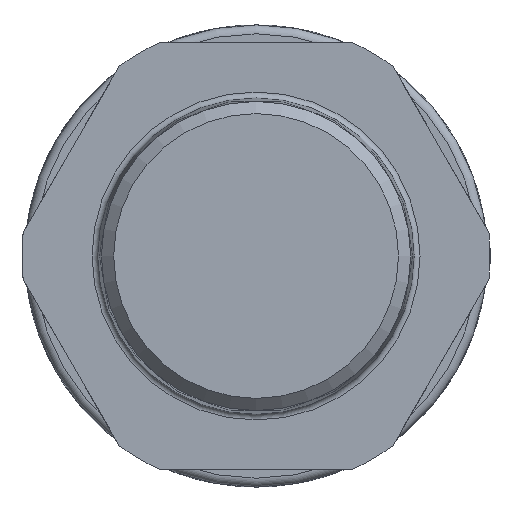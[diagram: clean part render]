
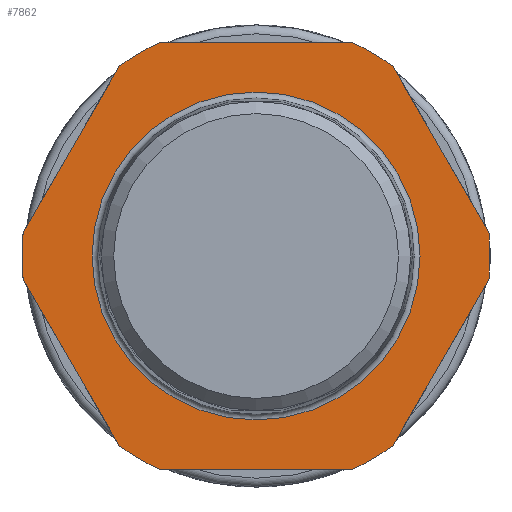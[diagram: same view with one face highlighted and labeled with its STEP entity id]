
A CAD part, left-side view. The second image highlights one B-rep face of the part: STEP entity #7862.
In plain terms, the highlighted planar face has unit normal (-1, 0, 0).
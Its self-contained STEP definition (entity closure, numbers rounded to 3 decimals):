
#21=FACE_BOUND('',#1727,.T.);
#749=CIRCLE('',#8829,19.75);
#751=CIRCLE('',#8832,19.75);
#752=CIRCLE('',#8834,19.75);
#755=CIRCLE('',#8838,19.75);
#756=CIRCLE('',#8840,19.75);
#760=CIRCLE('',#8846,19.75);
#761=CIRCLE('',#8847,13.835);
#762=CIRCLE('',#8848,13.835);
#1309=FACE_OUTER_BOUND('',#1726,.T.);
#1726=EDGE_LOOP('',(#6920,#6921,#6922,#6923,#6924,#6925,#6926,#6927,#6928,
#6929,#6930,#6931));
#1727=EDGE_LOOP('',(#6932,#6933));
#2079=LINE('',#16787,#2348);
#2082=LINE('',#16817,#2351);
#2085=LINE('',#16847,#2354);
#2088=LINE('',#16877,#2357);
#2091=LINE('',#16897,#2360);
#2094=LINE('',#16940,#2363);
#2348=VECTOR('',#10964,10.);
#2351=VECTOR('',#10969,10.);
#2354=VECTOR('',#10974,10.);
#2357=VECTOR('',#10979,10.);
#2360=VECTOR('',#10984,10.);
#2363=VECTOR('',#10989,10.);
#3389=VERTEX_POINT('',#16784);
#3390=VERTEX_POINT('',#16786);
#3393=VERTEX_POINT('',#16814);
#3394=VERTEX_POINT('',#16816);
#3397=VERTEX_POINT('',#16844);
#3398=VERTEX_POINT('',#16846);
#3401=VERTEX_POINT('',#16874);
#3402=VERTEX_POINT('',#16876);
#3405=VERTEX_POINT('',#16894);
#3406=VERTEX_POINT('',#16896);
#3410=VERTEX_POINT('',#16937);
#3411=VERTEX_POINT('',#16939);
#3412=VERTEX_POINT('',#16962);
#3413=VERTEX_POINT('',#16963);
#4554=EDGE_CURVE('',#3390,#3389,#2079,.T.);
#4558=EDGE_CURVE('',#3394,#3393,#2082,.T.);
#4562=EDGE_CURVE('',#3398,#3397,#2085,.T.);
#4566=EDGE_CURVE('',#3402,#3401,#2088,.T.);
#4570=EDGE_CURVE('',#3406,#3405,#2091,.T.);
#4575=EDGE_CURVE('',#3411,#3410,#2094,.T.);
#4578=EDGE_CURVE('',#3411,#3401,#749,.T.);
#4580=EDGE_CURVE('',#3402,#3397,#751,.T.);
#4581=EDGE_CURVE('',#3394,#3405,#752,.T.);
#4584=EDGE_CURVE('',#3398,#3393,#755,.T.);
#4585=EDGE_CURVE('',#3390,#3410,#756,.T.);
#4589=EDGE_CURVE('',#3406,#3389,#760,.T.);
#4590=EDGE_CURVE('',#3412,#3413,#761,.T.);
#4591=EDGE_CURVE('',#3413,#3412,#762,.T.);
#6920=ORIENTED_EDGE('',*,*,#4554,.T.);
#6921=ORIENTED_EDGE('',*,*,#4589,.F.);
#6922=ORIENTED_EDGE('',*,*,#4570,.T.);
#6923=ORIENTED_EDGE('',*,*,#4581,.F.);
#6924=ORIENTED_EDGE('',*,*,#4558,.T.);
#6925=ORIENTED_EDGE('',*,*,#4584,.F.);
#6926=ORIENTED_EDGE('',*,*,#4562,.T.);
#6927=ORIENTED_EDGE('',*,*,#4580,.F.);
#6928=ORIENTED_EDGE('',*,*,#4566,.T.);
#6929=ORIENTED_EDGE('',*,*,#4578,.F.);
#6930=ORIENTED_EDGE('',*,*,#4575,.T.);
#6931=ORIENTED_EDGE('',*,*,#4585,.F.);
#6932=ORIENTED_EDGE('',*,*,#4590,.T.);
#6933=ORIENTED_EDGE('',*,*,#4591,.T.);
#7061=PLANE('',#8845);
#7862=ADVANCED_FACE('',(#1309,#21),#7061,.T.);
#8829=AXIS2_PLACEMENT_3D('',#16944,#10995,#10996);
#8832=AXIS2_PLACEMENT_3D('',#16947,#11001,#11002);
#8834=AXIS2_PLACEMENT_3D('',#16949,#11005,#11006);
#8838=AXIS2_PLACEMENT_3D('',#16953,#11013,#11014);
#8840=AXIS2_PLACEMENT_3D('',#16955,#11017,#11018);
#8845=AXIS2_PLACEMENT_3D('',#16960,#11027,#11028);
#8846=AXIS2_PLACEMENT_3D('',#16961,#11029,#11030);
#8847=AXIS2_PLACEMENT_3D('',#16964,#11031,#11032);
#8848=AXIS2_PLACEMENT_3D('',#16965,#11033,#11034);
#10964=DIRECTION('',(0.,-0.5,-0.866));
#10969=DIRECTION('',(0.,-0.5,0.866));
#10974=DIRECTION('',(0.,0.5,0.866));
#10979=DIRECTION('',(0.,1.,0.));
#10984=DIRECTION('',(0.,-1.,0.));
#10989=DIRECTION('',(0.,0.5,-0.866));
#10995=DIRECTION('center_axis',(1.,0.,0.));
#10996=DIRECTION('ref_axis',(0.,0.,
1.));
#11001=DIRECTION('center_axis',(1.,0.,0.));
#11002=DIRECTION('ref_axis',(0.,0.,
1.));
#11005=DIRECTION('center_axis',(1.,0.,0.));
#11006=DIRECTION('ref_axis',(0.,0.,
1.));
#11013=DIRECTION('center_axis',(1.,0.,0.));
#11014=DIRECTION('ref_axis',(0.,0.,
1.));
#11017=DIRECTION('center_axis',(1.,0.,0.));
#11018=DIRECTION('ref_axis',(0.,0.,
1.));
#11027=DIRECTION('center_axis',(-1.,0.,0.));
#11028=DIRECTION('ref_axis',(0.,0.,
-1.));
#11029=DIRECTION('center_axis',(1.,0.,0.));
#11030=DIRECTION('ref_axis',(0.,0.,
1.));
#11031=DIRECTION('center_axis',(1.,0.,0.));
#11032=DIRECTION('ref_axis',(0.,0.,
1.));
#11033=DIRECTION('center_axis',(1.,0.,0.));
#11034=DIRECTION('ref_axis',(0.,0.,
1.));
#16784=CARTESIAN_POINT('',(0.75,11.525,-16.039));
#16786=CARTESIAN_POINT('',(0.75,19.652,-1.961));
#16787=CARTESIAN_POINT('',(0.75,15.152,-9.757));
#16814=CARTESIAN_POINT('',(0.75,-19.652,-1.961));
#16816=CARTESIAN_POINT('',(0.75,-11.525,-16.039));
#16817=CARTESIAN_POINT('',(0.75,-16.025,-8.243));
#16844=CARTESIAN_POINT('',(0.75,-11.525,16.039));
#16846=CARTESIAN_POINT('',(0.75,-19.652,1.961));
#16847=CARTESIAN_POINT('',(0.75,-20.089,1.205));
#16874=CARTESIAN_POINT('',(0.75,8.128,18.));
#16876=CARTESIAN_POINT('',(0.75,-8.128,18.));
#16877=CARTESIAN_POINT('',(0.75,-13.939,18.));
#16894=CARTESIAN_POINT('',(0.75,-8.128,-18.));
#16896=CARTESIAN_POINT('',(0.75,8.128,-18.));
#16897=CARTESIAN_POINT('',(0.75,-5.811,-18.));
#16937=CARTESIAN_POINT('',(0.75,19.652,1.961));
#16939=CARTESIAN_POINT('',(0.75,11.525,16.039));
#16940=CARTESIAN_POINT('',(0.75,11.088,16.795));
#16944=CARTESIAN_POINT('Origin',(0.75,0.,
0.));
#16947=CARTESIAN_POINT('Origin',(0.75,0.,
0.));
#16949=CARTESIAN_POINT('Origin',(0.75,0.,
0.));
#16953=CARTESIAN_POINT('Origin',(0.75,0.,
0.));
#16955=CARTESIAN_POINT('Origin',(0.75,0.,
0.));
#16960=CARTESIAN_POINT('Origin',(0.75,-19.75,0.));
#16961=CARTESIAN_POINT('Origin',(0.75,0.,
0.));
#16962=CARTESIAN_POINT('',(0.75,-13.835,0.));
#16963=CARTESIAN_POINT('',(0.75,0.,-13.835));
#16964=CARTESIAN_POINT('Origin',(0.75,0.,
0.));
#16965=CARTESIAN_POINT('Origin',(0.75,0.,
0.));
